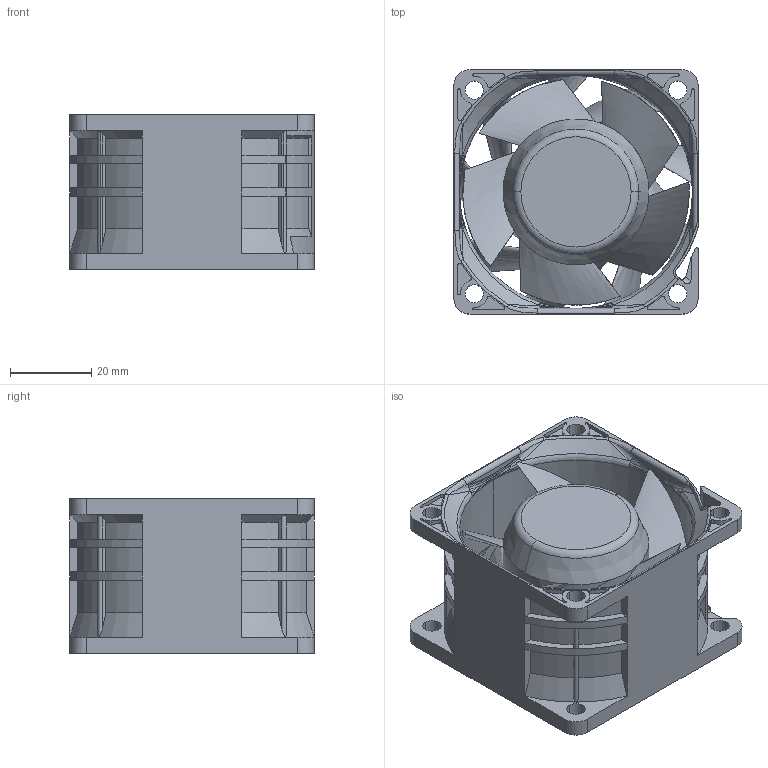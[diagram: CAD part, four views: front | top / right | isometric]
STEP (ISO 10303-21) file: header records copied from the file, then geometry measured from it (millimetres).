
FILE_DESCRIPTION((''),'2;1');
FILE_NAME('PFM60X38_FAN_ASSY_HPE_ASM','2020-03-27T01:05:02',('RICHIE.HSIEH'),(''),'CREO PARAMETRIC BY PTC INC, 2018400','CREO PARAMETRIC BY PTC INC, 2018400','');
FILE_SCHEMA(('CONFIG_CONTROL_DESIGN'));
Length unit declared in the file: millimetre
Products named in the file (3): MSBR-2; MSBR-1; PFM60X38_FAN_ASSY_HPE_ASM
Assembly tree (2 placements, depth 2):
  PFM60X38_FAN_ASSY_HPE_ASM
    MSBR-2
    MSBR-1
Bounding box: 60 x 60 x 38 mm (x, y, z)
Volume: 54020.3 mm3; surface area: 33367.3 mm2
Topology: 2 solids, 2 shells, 527 faces, 1463 edges, 949 vertices
Faces by surface type: cylinder 190, plane 161, bspline 140, cone 25, torus 11
Entity records: 30962 total; most frequent: CARTESIAN_POINT 18291, ORIENTED_EDGE 2926, DIRECTION 2248, EDGE_CURVE 1463, VERTEX_POINT 949, AXIS2_PLACEMENT_3D 891, EDGE_LOOP 570, FACE_OUTER_BOUND 527
